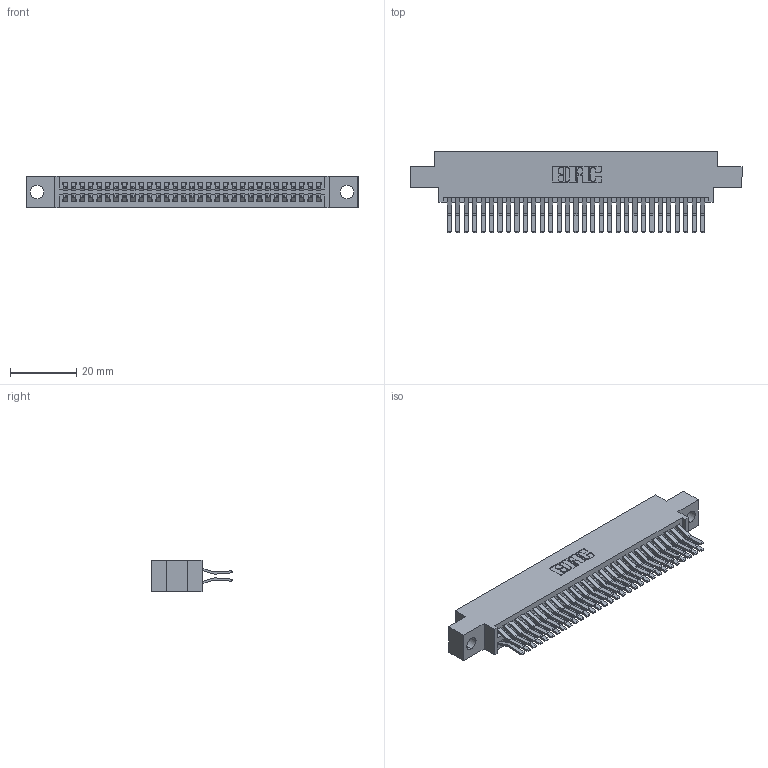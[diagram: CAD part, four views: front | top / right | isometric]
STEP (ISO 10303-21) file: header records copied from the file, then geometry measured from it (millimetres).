
FILE_DESCRIPTION (( 'STEP AP203' ), '1' );
FILE_NAME ('395-062-560-804.STEP', '2021-06-17T02:47:56', ( '' ), ( '' ), 'SwSTEP 2.0', 'SolidWorks 2020', '' );
FILE_SCHEMA (( 'CONFIG_CONTROL_DESIGN' ));
Length unit declared in the file: inch
Products named in the file (3): 345 Part_0.170 Offset - 0.156 Dia-TI; 395-062-560-804; 345-292-001_560 Tail
Assembly tree (63 placements, depth 2):
  395-062-560-804
    345 Part_0.170 Offset - 0.156 Dia-TI
    345-292-001_560 Tail  x62
Bounding box: 99.95 x 24.45 x 9.4 mm (x, y, z)
Volume: 9794.1 mm3; surface area: 15304.5 mm2
Topology: 63 solids, 63 shells, 3368 faces, 9999 edges, 6582 vertices
Faces by surface type: plane 2144, cylinder 1224
Entity records: 26443 total; most frequent: CARTESIAN_POINT 4450, ORIENTED_EDGE 4382, DIRECTION 3939, EDGE_CURVE 2191, LINE 1931, VECTOR 1931, VERTEX_POINT 1458, AXIS2_PLACEMENT_3D 1004
